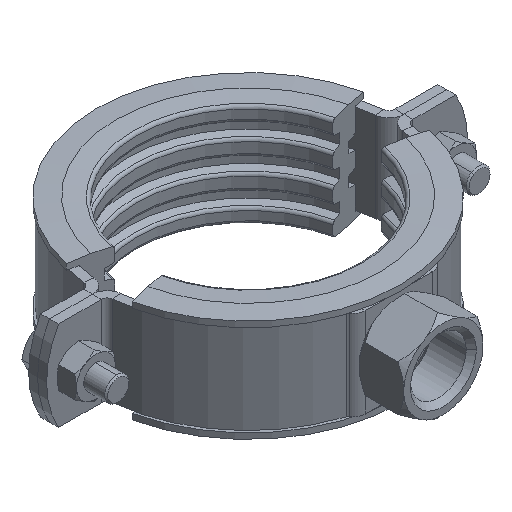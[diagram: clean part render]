
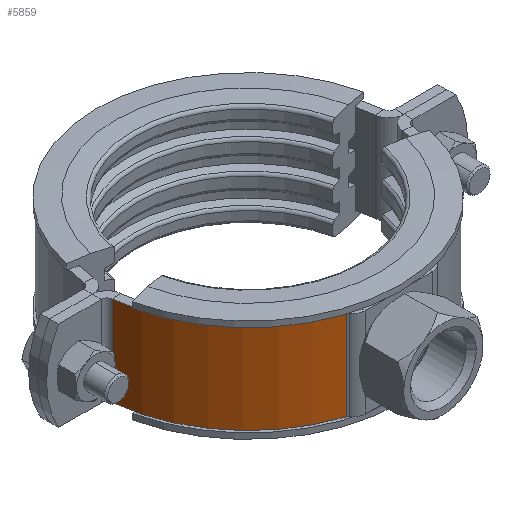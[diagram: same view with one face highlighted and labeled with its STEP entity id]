
A CAD part, isometric view. The second image highlights one B-rep face of the part: STEP entity #5859.
In plain terms, the highlighted cylindrical face has radius 50.4 mm (diameter 100.8 mm), a partial arc.
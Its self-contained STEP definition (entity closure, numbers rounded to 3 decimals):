
#26 = EDGE_CURVE ( 'NONE', #533, #377, #3602, .T. ) ;
#80 = CARTESIAN_POINT ( 'NONE',  ( 0., 0., 15. ) ) ;
#377 = VERTEX_POINT ( 'NONE', #1363 ) ;
#533 = VERTEX_POINT ( 'NONE', #5705 ) ;
#534 = EDGE_LOOP ( 'NONE', ( #2315, #6638, #3581, #1624 ) ) ;
#545 = DIRECTION ( 'NONE',  ( 0., 0., -1. ) ) ;
#944 = VERTEX_POINT ( 'NONE', #4474 ) ;
#1363 = CARTESIAN_POINT ( 'NONE',  ( -50.17, -4.809, -15. ) ) ;
#1624 = ORIENTED_EDGE ( 'NONE', *, *, #2296, .T. ) ;
#1705 = DIRECTION ( 'NONE',  ( 1., 0., 0. ) ) ;
#1746 = CARTESIAN_POINT ( 'NONE',  ( -15.218, -48.047, 15. ) ) ;
#1806 = CARTESIAN_POINT ( 'NONE',  ( -50.17, -4.809, 15. ) ) ;
#2214 = CARTESIAN_POINT ( 'NONE',  ( -50.17, -4.809, 15. ) ) ;
#2215 = CARTESIAN_POINT ( 'NONE',  ( 0., 0., 15. ) ) ;
#2296 = EDGE_CURVE ( 'NONE', #2396, #377, #5017, .T. ) ;
#2315 = ORIENTED_EDGE ( 'NONE', *, *, #26, .F. ) ;
#2396 = VERTEX_POINT ( 'NONE', #1806 ) ;
#2692 = VECTOR ( 'NONE', #4353, 1000. ) ;
#3101 = DIRECTION ( 'NONE',  ( 1., 0., 0. ) ) ;
#3527 = DIRECTION ( 'NONE',  ( 0., 0., -1. ) ) ;
#3581 = ORIENTED_EDGE ( 'NONE', *, *, #5455, .T. ) ;
#3602 = CIRCLE ( 'NONE', #6416, 50.4 ) ;
#3839 = AXIS2_PLACEMENT_3D ( 'NONE', #2215, #6706, #6744 ) ;
#4035 = VECTOR ( 'NONE', #3527, 1000. ) ;
#4136 = DIRECTION ( 'NONE',  ( 0., 0., -1. ) ) ;
#4239 = EDGE_CURVE ( 'NONE', #944, #533, #6799, .T. ) ;
#4353 = DIRECTION ( 'NONE',  ( 0., 0., -1. ) ) ;
#4474 = CARTESIAN_POINT ( 'NONE',  ( -15.218, -48.047, 15. ) ) ;
#4878 = AXIS2_PLACEMENT_3D ( 'NONE', #80, #545, #1705 ) ;
#5017 = LINE ( 'NONE', #2214, #2692 ) ;
#5018 = FACE_OUTER_BOUND ( 'NONE', #534, .T. ) ;
#5230 = CIRCLE ( 'NONE', #4878, 50.4 ) ;
#5455 = EDGE_CURVE ( 'NONE', #944, #2396, #5230, .T. ) ;
#5705 = CARTESIAN_POINT ( 'NONE',  ( -15.218, -48.047, -15. ) ) ;
#5859 = ADVANCED_FACE ( 'NONE', ( #5018 ), #7257, .T. ) ;
#6416 = AXIS2_PLACEMENT_3D ( 'NONE', #6897, #4136, #3101 ) ;
#6638 = ORIENTED_EDGE ( 'NONE', *, *, #4239, .F. ) ;
#6706 = DIRECTION ( 'NONE',  ( 0., 0., -1. ) ) ;
#6744 = DIRECTION ( 'NONE',  ( -1., 0., 0. ) ) ;
#6799 = LINE ( 'NONE', #1746, #4035 ) ;
#6897 = CARTESIAN_POINT ( 'NONE',  ( 0., 0., -15. ) ) ;
#7257 = CYLINDRICAL_SURFACE ( 'NONE', #3839, 50.4 ) ;
